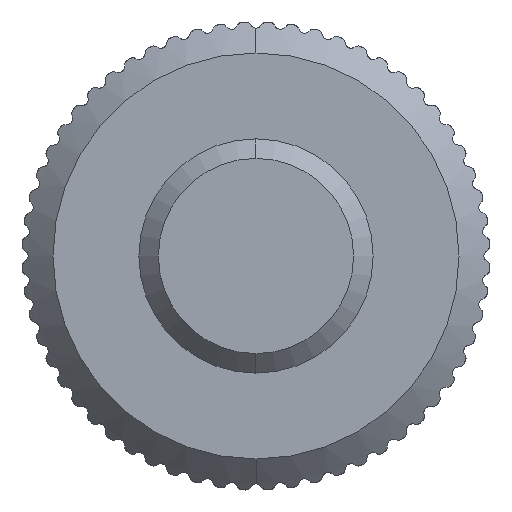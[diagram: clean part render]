
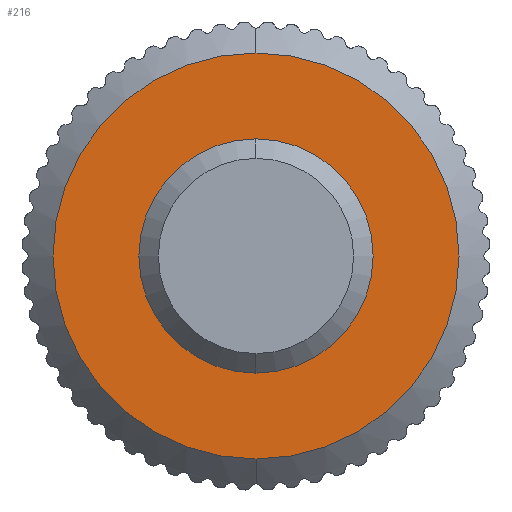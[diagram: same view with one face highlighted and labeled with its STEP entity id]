
A CAD part, left-side view. The second image highlights one B-rep face of the part: STEP entity #216.
In plain terms, the highlighted planar face has unit normal (-1, 0, 0).
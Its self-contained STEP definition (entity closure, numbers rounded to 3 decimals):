
#216 = ADVANCED_FACE ( 'NONE', ( #12365, #8794 ), #11524, .F. ) ;
#270 = VERTEX_POINT ( 'NONE', #8063 ) ;
#1010 = CARTESIAN_POINT ( 'NONE',  ( 5., 3., 0. ) ) ;
#1218 = EDGE_CURVE ( 'NONE', #10761, #270, #1760, .T. ) ;
#1760 = CIRCLE ( 'NONE', #6401, 3. ) ;
#2568 = AXIS2_PLACEMENT_3D ( 'NONE', #1010, #5133, #10915 ) ;
#2783 = CARTESIAN_POINT ( 'NONE',  ( 5., 0., 0. ) ) ;
#2860 = EDGE_CURVE ( 'NONE', #10322, #12959, #16196, .T. ) ;
#3469 = DIRECTION ( 'NONE',  ( 0., 0., 1. ) ) ;
#3491 = DIRECTION ( 'NONE',  ( 1., 0., 0. ) ) ;
#3513 = DIRECTION ( 'NONE',  ( -1., 0., 0. ) ) ;
#3534 = CARTESIAN_POINT ( 'NONE',  ( 5., 0., 0. ) ) ;
#3974 = EDGE_CURVE ( 'NONE', #12959, #10322, #10755, .T. ) ;
#3976 = AXIS2_PLACEMENT_3D ( 'NONE', #11969, #11911, #11859 ) ;
#4093 = CARTESIAN_POINT ( 'NONE',  ( 5., 0., 5.2 ) ) ;
#5133 = DIRECTION ( 'NONE',  ( 1., 0., 0. ) ) ;
#6211 = EDGE_CURVE ( 'NONE', #270, #10761, #10287, .T. ) ;
#6250 = AXIS2_PLACEMENT_3D ( 'NONE', #2783, #3491, #17473 ) ;
#6320 = ORIENTED_EDGE ( 'NONE', *, *, #2860, .F. ) ;
#6348 = AXIS2_PLACEMENT_3D ( 'NONE', #16013, #15959, #15900 ) ;
#6401 = AXIS2_PLACEMENT_3D ( 'NONE', #3534, #3513, #3469 ) ;
#7061 = CARTESIAN_POINT ( 'NONE',  ( 5., 0., -3. ) ) ;
#8063 = CARTESIAN_POINT ( 'NONE',  ( 5., 0., 3. ) ) ;
#8103 = ORIENTED_EDGE ( 'NONE', *, *, #1218, .F. ) ;
#8794 = FACE_OUTER_BOUND ( 'NONE', #11141, .T. ) ;
#10287 = CIRCLE ( 'NONE', #3976, 3. ) ;
#10322 = VERTEX_POINT ( 'NONE', #4093 ) ;
#10755 = CIRCLE ( 'NONE', #6250, 5.2 ) ;
#10761 = VERTEX_POINT ( 'NONE', #7061 ) ;
#10915 = DIRECTION ( 'NONE',  ( 0., 0., -1. ) ) ;
#11141 = EDGE_LOOP ( 'NONE', ( #12422, #6320 ) ) ;
#11524 = PLANE ( 'NONE',  #2568 ) ;
#11859 = DIRECTION ( 'NONE',  ( 0., 0., 1. ) ) ;
#11911 = DIRECTION ( 'NONE',  ( -1., 0., 0. ) ) ;
#11969 = CARTESIAN_POINT ( 'NONE',  ( 5., 0., 0. ) ) ;
#12365 = FACE_BOUND ( 'NONE', #16917, .T. ) ;
#12422 = ORIENTED_EDGE ( 'NONE', *, *, #3974, .F. ) ;
#12959 = VERTEX_POINT ( 'NONE', #17551 ) ;
#15406 = ORIENTED_EDGE ( 'NONE', *, *, #6211, .F. ) ;
#15900 = DIRECTION ( 'NONE',  ( 0., 0., -1. ) ) ;
#15959 = DIRECTION ( 'NONE',  ( 1., 0., 0. ) ) ;
#16013 = CARTESIAN_POINT ( 'NONE',  ( 5., 0., 0. ) ) ;
#16196 = CIRCLE ( 'NONE', #6348, 5.2 ) ;
#16917 = EDGE_LOOP ( 'NONE', ( #15406, #8103 ) ) ;
#17473 = DIRECTION ( 'NONE',  ( 0., 0., -1. ) ) ;
#17551 = CARTESIAN_POINT ( 'NONE',  ( 5., 0., -5.2 ) ) ;
